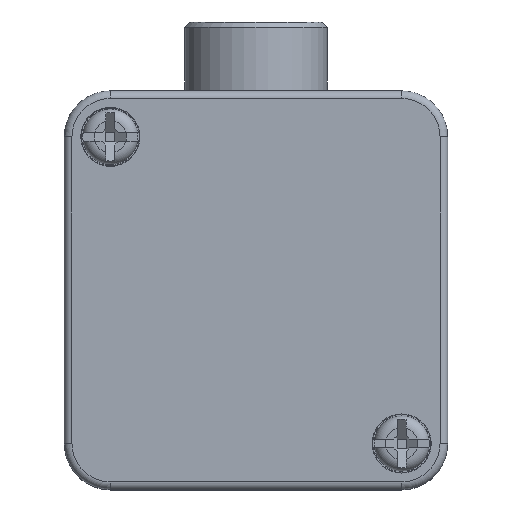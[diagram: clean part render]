
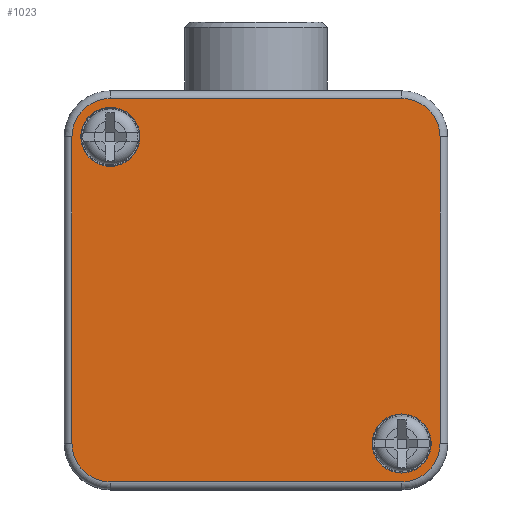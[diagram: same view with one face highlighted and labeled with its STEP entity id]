
A CAD part, top view. The second image highlights one B-rep face of the part: STEP entity #1023.
In plain terms, the highlighted planar face has unit normal (0, 0, 1).
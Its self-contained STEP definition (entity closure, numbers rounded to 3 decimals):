
#1023 = ADVANCED_FACE( '', ( #2110, #2111, #2112 ), #2113, .F. );
#2110 = FACE_BOUND( '', #3230, .T. );
#2111 = FACE_BOUND( '', #3231, .T. );
#2112 = FACE_OUTER_BOUND( '', #3232, .T. );
#2113 = PLANE( '', #3233 );
#3230 = EDGE_LOOP( '', ( #5892 ) );
#3231 = EDGE_LOOP( '', ( #5893 ) );
#3232 = EDGE_LOOP( '', ( #5894, #5895, #5896, #5897, #5898, #5899, #5900, #5901 ) );
#3233 = AXIS2_PLACEMENT_3D( '', #5902, #5903, #5904 );
#5892 = ORIENTED_EDGE( '', *, *, #7282, .F. );
#5893 = ORIENTED_EDGE( '', *, *, #7474, .F. );
#5894 = ORIENTED_EDGE( '', *, *, #7288, .T. );
#5895 = ORIENTED_EDGE( '', *, *, #6478, .F. );
#5896 = ORIENTED_EDGE( '', *, *, #7308, .T. );
#5897 = ORIENTED_EDGE( '', *, *, #6870, .T. );
#5898 = ORIENTED_EDGE( '', *, *, #7260, .F. );
#5899 = ORIENTED_EDGE( '', *, *, #7475, .T. );
#5900 = ORIENTED_EDGE( '', *, *, #7142, .F. );
#5901 = ORIENTED_EDGE( '', *, *, #6777, .F. );
#5902 = CARTESIAN_POINT( '', ( -24., 20., 10. ) );
#5903 = DIRECTION( '', ( 0., 0., -1. ) );
#5904 = DIRECTION( '', ( -1., 0., 0. ) );
#6478 = EDGE_CURVE( '', #7713, #7708, #7715, .T. );
#6777 = EDGE_CURVE( '', #8226, #8222, #8228, .T. );
#6870 = EDGE_CURVE( '', #8372, #8370, #8373, .T. );
#7142 = EDGE_CURVE( '', #8222, #8772, #8773, .T. );
#7260 = EDGE_CURVE( '', #8930, #8370, #8932, .T. );
#7282 = EDGE_CURVE( '', #8958, #8958, #8959, .T. );
#7288 = EDGE_CURVE( '', #8226, #7708, #8967, .T. );
#7308 = EDGE_CURVE( '', #7713, #8372, #8991, .T. );
#7474 = EDGE_CURVE( '', #9190, #9190, #9191, .T. );
#7475 = EDGE_CURVE( '', #8930, #8772, #9192, .T. );
#7708 = VERTEX_POINT( '', #9496 );
#7713 = VERTEX_POINT( '', #9502 );
#7715 = LINE( '', #9504, #9505 );
#8222 = VERTEX_POINT( '', #10215 );
#8226 = VERTEX_POINT( '', #10220 );
#8228 = LINE( '', #10222, #10223 );
#8370 = VERTEX_POINT( '', #10427 );
#8372 = VERTEX_POINT( '', #10429 );
#8373 = LINE( '', #10430, #10431 );
#8772 = VERTEX_POINT( '', #10966 );
#8773 = CIRCLE( '', #10967, 5. );
#8930 = VERTEX_POINT( '', #11172 );
#8932 = CIRCLE( '', #11174, 5. );
#8958 = VERTEX_POINT( '', #11208 );
#8959 = CIRCLE( '', #11209, 3.852 );
#8967 = CIRCLE( '', #11217, 5. );
#8991 = CIRCLE( '', #11244, 5. );
#9190 = VERTEX_POINT( '', #11544 );
#9191 = CIRCLE( '', #11545, 3.852 );
#9192 = LINE( '', #11546, #11547 );
#9496 = CARTESIAN_POINT( '', ( 24., -20., 10. ) );
#9502 = CARTESIAN_POINT( '', ( 24., 20., 10. ) );
#9504 = CARTESIAN_POINT( '', ( 24., 20., 10. ) );
#9505 = VECTOR( '', #11776, 1000. );
#10215 = CARTESIAN_POINT( '', ( -19., -25., 10. ) );
#10220 = CARTESIAN_POINT( '', ( 19., -25., 10. ) );
#10222 = CARTESIAN_POINT( '', ( 19., -25., 10. ) );
#10223 = VECTOR( '', #12157, 1000. );
#10427 = CARTESIAN_POINT( '', ( -19., 25., 10. ) );
#10429 = CARTESIAN_POINT( '', ( 19., 25., 10. ) );
#10430 = CARTESIAN_POINT( '', ( 19., 25., 10. ) );
#10431 = VECTOR( '', #12268, 1000. );
#10966 = CARTESIAN_POINT( '', ( -24., -20., 10. ) );
#10967 = AXIS2_PLACEMENT_3D( '', #12579, #12580, #12581 );
#11172 = CARTESIAN_POINT( '', ( -24., 20., 10. ) );
#11174 = AXIS2_PLACEMENT_3D( '', #12741, #12742, #12743 );
#11208 = CARTESIAN_POINT( '', ( 22.852, -20., 10. ) );
#11209 = AXIS2_PLACEMENT_3D( '', #12767, #12768, #12769 );
#11217 = AXIS2_PLACEMENT_3D( '', #12776, #12777, #12778 );
#11244 = AXIS2_PLACEMENT_3D( '', #12806, #12807, #12808 );
#11544 = CARTESIAN_POINT( '', ( -15.148, 20., 10. ) );
#11545 = AXIS2_PLACEMENT_3D( '', #12968, #12969, #12970 );
#11546 = CARTESIAN_POINT( '', ( -24., 20., 10. ) );
#11547 = VECTOR( '', #12971, 1000. );
#11776 = DIRECTION( '', ( 0., -1., 0. ) );
#12157 = DIRECTION( '', ( -1., 0., 0. ) );
#12268 = DIRECTION( '', ( -1., 0., 0. ) );
#12579 = CARTESIAN_POINT( '', ( -19., -20., 10. ) );
#12580 = DIRECTION( '', ( 0., 0., -1. ) );
#12581 = DIRECTION( '', ( -1., 0., 0. ) );
#12741 = CARTESIAN_POINT( '', ( -19., 20., 10. ) );
#12742 = DIRECTION( '', ( 0., 0., -1. ) );
#12743 = DIRECTION( '', ( -1., 0., 0. ) );
#12767 = CARTESIAN_POINT( '', ( 19., -20., 10. ) );
#12768 = DIRECTION( '', ( 0., 0., 1. ) );
#12769 = DIRECTION( '', ( 1., 0., 0. ) );
#12776 = CARTESIAN_POINT( '', ( 19., -20., 10. ) );
#12777 = DIRECTION( '', ( 0., 0., 1. ) );
#12778 = DIRECTION( '', ( 1., 0., 0. ) );
#12806 = CARTESIAN_POINT( '', ( 19., 20., 10. ) );
#12807 = DIRECTION( '', ( 0., 0., 1. ) );
#12808 = DIRECTION( '', ( 1., 0., 0. ) );
#12968 = CARTESIAN_POINT( '', ( -19., 20., 10. ) );
#12969 = DIRECTION( '', ( 0., 0., 1. ) );
#12970 = DIRECTION( '', ( 1., 0., 0. ) );
#12971 = DIRECTION( '', ( 0., -1., 0. ) );
